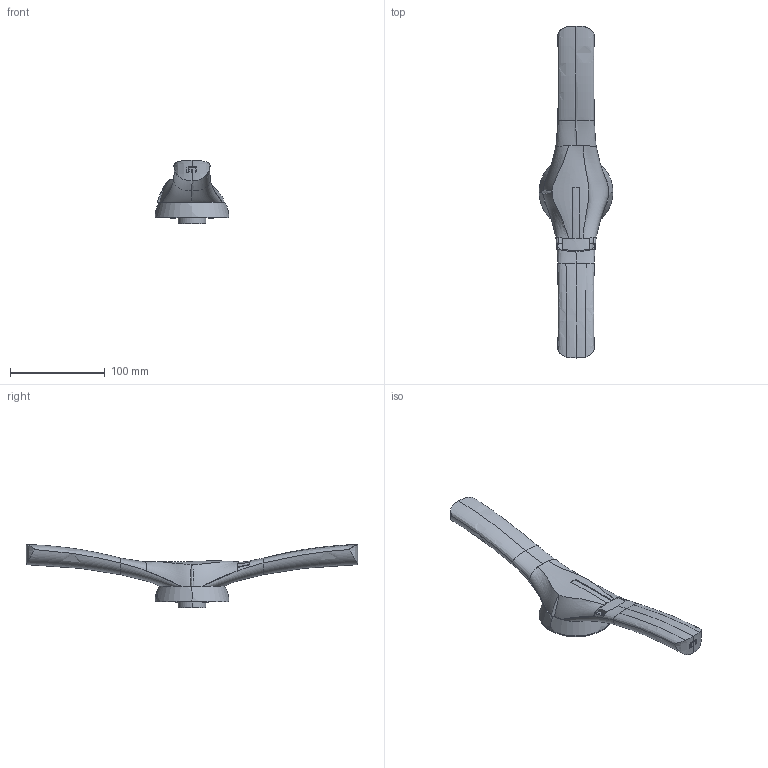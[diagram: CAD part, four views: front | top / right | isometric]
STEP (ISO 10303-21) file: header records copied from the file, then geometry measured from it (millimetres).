
FILE_DESCRIPTION((''),'2;1');
FILE_NAME('004661484_LBS-EH1600-G_ASM','2021-10-01T',('marketing.praksa'),('Audax d.o.o.'),'CREO PARAMETRIC BY PTC INC, 2017480','CREO PARAMETRIC BY PTC INC, 2017480','');
FILE_SCHEMA(('AUTOMOTIVE_DESIGN { 1 0 10303 214 1 1 1 1 }'));
Products named in the file (12): S1_1; PRT9568_1_1_2; PRT9569_1_1_2_3_4; PRT9571_1_1_2; MERG_1_1; MERG_1_2; MERG_1_ASM; PRT9574_1_1; PRT9574_1_2; PRT9574_1_3; PRT9574_1_ASM; 004661484_LBS-EH1600-G_ASM
Assembly tree (11 placements, depth 3):
  004661484_LBS-EH1600-G_ASM
    S1_1
    PRT9568_1_1_2
    PRT9569_1_1_2_3_4
    PRT9571_1_1_2
    MERG_1_ASM
      MERG_1_1
      MERG_1_2
    PRT9574_1_ASM
      PRT9574_1_1
      PRT9574_1_2
      PRT9574_1_3
Bounding box: 77.98 x 350 x 66.59 mm (x, y, z)
Volume: 333532.8 mm3; surface area: 82086.9 mm2
Topology: 9 solids, 9 shells, 313 faces, 852 edges, 574 vertices
Faces by surface type: cylinder 123, plane 123, bspline 48, extrusion 13, cone 6
Entity records: 62694 total; most frequent: CARTESIAN_POINT 49945, ORIENTED_EDGE 1704, DIRECTION 1274, PRESENTATION_STYLE_ASSIGNMENT 1047, STYLED_ITEM 1047, CURVE_STYLE 858, EDGE_CURVE 852, VERTEX_POINT 574
